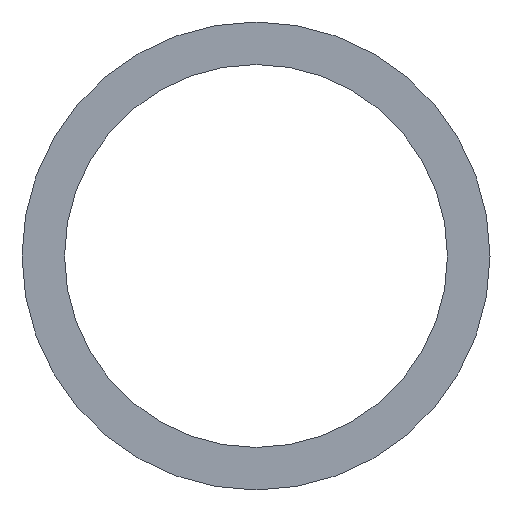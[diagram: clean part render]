
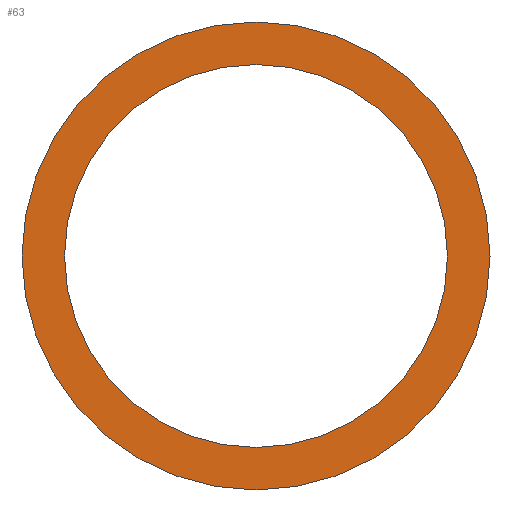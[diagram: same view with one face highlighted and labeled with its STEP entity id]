
A CAD part, left-side view. The second image highlights one B-rep face of the part: STEP entity #63.
In plain terms, the highlighted planar face has unit normal (-1, 0, 0).
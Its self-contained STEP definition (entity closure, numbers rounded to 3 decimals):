
#55 = EDGE_CURVE( '', #75, #93, #125, .T. );
#63 = ADVANCED_FACE( '', ( #135, #136 ), #137, .F. );
#67 = VERTEX_POINT( '', #142 );
#71 = EDGE_CURVE( '', #93, #75, #146, .T. );
#75 = VERTEX_POINT( '', #150 );
#83 = EDGE_CURVE( '', #101, #67, #159, .T. );
#93 = VERTEX_POINT( '', #169 );
#101 = VERTEX_POINT( '', #179 );
#103 = EDGE_CURVE( '', #67, #101, #181, .T. );
#125 = CIRCLE( '', #195, 355. );
#135 = FACE_OUTER_BOUND( '', #207, .T. );
#136 = FACE_BOUND( '', #208, .T. );
#137 = PLANE( '', #209 );
#142 = CARTESIAN_POINT( '', ( 0., 0., -290.5 ) );
#146 = CIRCLE( '', #221, 355. );
#150 = CARTESIAN_POINT( '', ( 0., 0., -355. ) );
#159 = CIRCLE( '', #238, 290.5 );
#169 = CARTESIAN_POINT( '', ( 0., 0., 355. ) );
#179 = CARTESIAN_POINT( '', ( 0., 0., 290.5 ) );
#181 = CIRCLE( '', #264, 290.5 );
#195 = AXIS2_PLACEMENT_3D( '', #268, #269, #270 );
#207 = EDGE_LOOP( '', ( #281, #282 ) );
#208 = EDGE_LOOP( '', ( #283, #284 ) );
#209 = AXIS2_PLACEMENT_3D( '', #285, #286, #287 );
#221 = AXIS2_PLACEMENT_3D( '', #297, #298, #299 );
#238 = AXIS2_PLACEMENT_3D( '', #317, #318, #319 );
#264 = AXIS2_PLACEMENT_3D( '', #340, #341, #342 );
#268 = CARTESIAN_POINT( '', ( 0., 0., 0. ) );
#269 = DIRECTION( '', ( 1., 0., 0. ) );
#270 = DIRECTION( '', ( 0., 0., -1. ) );
#281 = ORIENTED_EDGE( '', *, *, #55, .F. );
#282 = ORIENTED_EDGE( '', *, *, #71, .F. );
#283 = ORIENTED_EDGE( '', *, *, #103, .T. );
#284 = ORIENTED_EDGE( '', *, *, #83, .T. );
#285 = CARTESIAN_POINT( '', ( 0., 0., 0. ) );
#286 = DIRECTION( '', ( 1., 0., 0. ) );
#287 = DIRECTION( '', ( 0., 0., -1. ) );
#297 = CARTESIAN_POINT( '', ( 0., 0., 0. ) );
#298 = DIRECTION( '', ( 1., 0., 0. ) );
#299 = DIRECTION( '', ( 0., 0., -1. ) );
#317 = CARTESIAN_POINT( '', ( 0., 0., 0. ) );
#318 = DIRECTION( '', ( 1., 0., 0. ) );
#319 = DIRECTION( '', ( 0., 0., -1. ) );
#340 = CARTESIAN_POINT( '', ( 0., 0., 0. ) );
#341 = DIRECTION( '', ( 1., 0., 0. ) );
#342 = DIRECTION( '', ( 0., 0., -1. ) );
